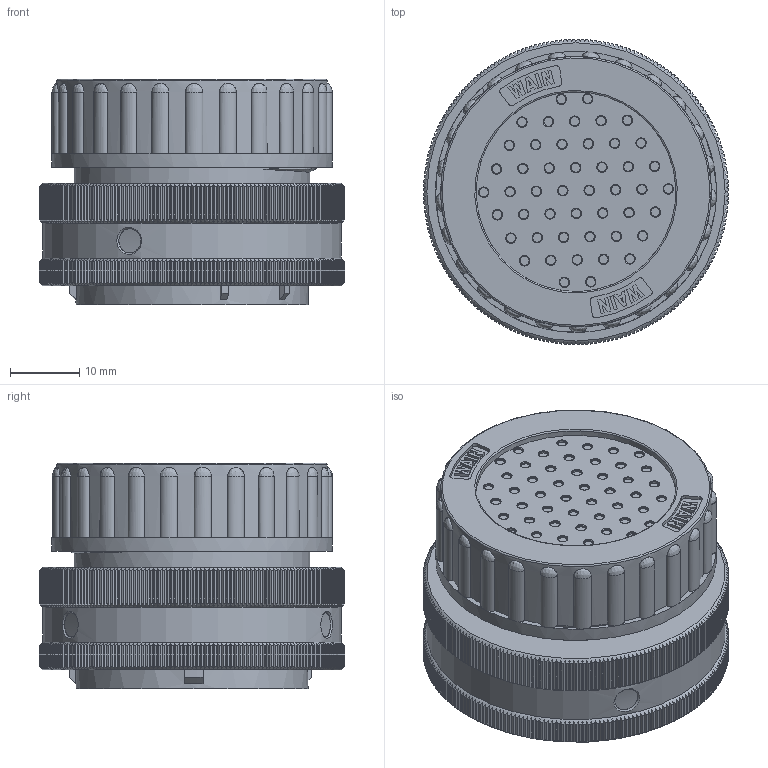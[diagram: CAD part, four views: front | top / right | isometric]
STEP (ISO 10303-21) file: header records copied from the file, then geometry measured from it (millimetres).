
FILE_DESCRIPTION(/* description */ (''),/* implementation_level */ '2;1');
FILE_NAME(/* name */ '2222222222.stp',/* time_stamp */ '2024-01-30T15:59:33+08:00',/* author */ (''),/* organization */ (''),/* preprocessor_version */ 'ST-DEVELOPER v18.1',/* originating_system */ 'SIEMENS PLM Software NX 1980',/* authorisation */ '');
FILE_SCHEMA (('AUTOMOTIVE_DESIGN { 1 0 10303 214 3 1 1 1 }'));
Products named in the file (1): 2222222222
Bounding box: 44 x 44 x 32.5 mm (x, y, z)
Volume: 37620.8 mm3; surface area: 12376.3 mm2
Topology: 1 solids, 1 shells, 4782 faces, 13682 edges, 9090 vertices
Faces by surface type: plane 4097, cylinder 563, torus 50, bspline 32, extrusion 25, cone 15
Full cylindrical faces by diameter (mm): 1.3 x48, 3.3 x48, 3.5 x3, 28.8 x1, 31.75 x1, 34 x1, 38.2 x1, 38.5 x1, 39 x1, 40.5 x1, 43 x1
Entity records: 162308 total; most frequent: CARTESIAN_POINT 45123, ORIENTED_EDGE 26730, DIRECTION 20397, EDGE_CURVE 13365, VERTEX_POINT 8987, VECTOR 8427, LINE 8402, AXIS2_PLACEMENT_3D 5985
